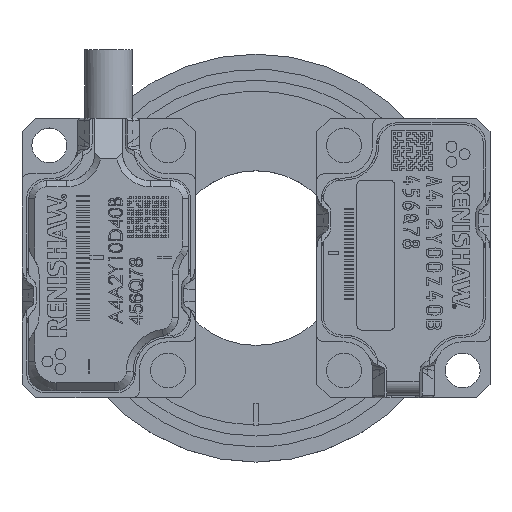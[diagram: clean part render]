
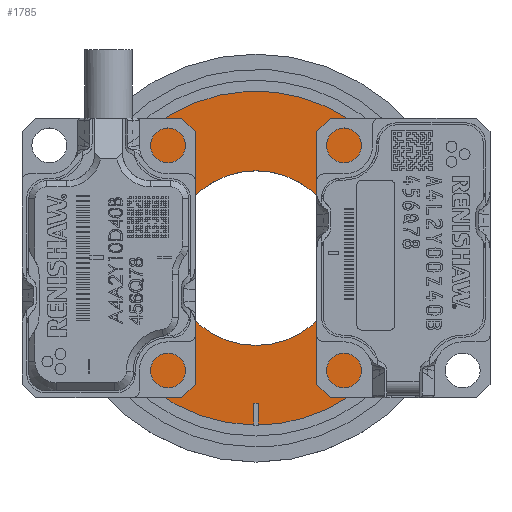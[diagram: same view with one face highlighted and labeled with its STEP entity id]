
A CAD part, top view. The second image highlights one B-rep face of the part: STEP entity #1785.
In plain terms, the highlighted planar face has unit normal (0, 0, 1).
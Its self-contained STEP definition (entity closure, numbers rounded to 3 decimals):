
#410=FACE_BOUND('',#6945,.T.);
#411=FACE_BOUND('',#6946,.T.);
#1188=CIRCLE('',#35785,6.4);
#1785=ADVANCED_FACE('',(#410,#411),#3627,.T.);
#3627=PLANE('',#35788);
#6945=EDGE_LOOP('',(#11184,#11185,#11186,#11187));
#6946=EDGE_LOOP('',(#11188));
#8959=B_SPLINE_CURVE_WITH_KNOTS('',3,(#46541,#46542,#46543,#46544),
 .UNSPECIFIED.,.F.,.F.,(4,4),(0.,1.),.UNSPECIFIED.);
#8960=B_SPLINE_CURVE_WITH_KNOTS('',3,(#46546,#46547,#46548,#46549),
 .UNSPECIFIED.,.F.,.F.,(4,4),(0.,1.),.UNSPECIFIED.);
#8961=B_SPLINE_CURVE_WITH_KNOTS('',3,(#46551,#46552,#46553,#46554),
 .UNSPECIFIED.,.F.,.F.,(4,4),(0.,1.),.UNSPECIFIED.);
#8963=B_SPLINE_CURVE_WITH_KNOTS('',3,(#46582,#46583,#46584,#46585,#46586,
#46587,#46588,#46589,#46590,#46591,#46592,#46593,#46594,#46595,#46596,#46597,
#46598,#46599),.UNSPECIFIED.,.F.,.F.,(4,2,2,2,2,2,2,2,4),(0.,0.125,0.25,
0.375,0.5,0.625,0.75,0.875,1.),.UNSPECIFIED.);
#11184=ORIENTED_EDGE('',*,*,#24566,.F.);
#11185=ORIENTED_EDGE('',*,*,#24570,.F.);
#11186=ORIENTED_EDGE('',*,*,#24568,.F.);
#11187=ORIENTED_EDGE('',*,*,#24567,.F.);
#11188=ORIENTED_EDGE('',*,*,#24574,.F.);
#21026=VERTEX_POINT('',#46539);
#21027=VERTEX_POINT('',#46540);
#21028=VERTEX_POINT('',#46545);
#21029=VERTEX_POINT('',#46550);
#21034=VERTEX_POINT('',#46635);
#24566=EDGE_CURVE('',#21026,#21028,#8959,.T.);
#24567=EDGE_CURVE('',#21028,#21029,#8960,.T.);
#24568=EDGE_CURVE('',#21029,#21027,#8961,.T.);
#24570=EDGE_CURVE('',#21027,#21026,#8963,.T.);
#24574=EDGE_CURVE('',#21034,#21034,#1188,.T.);
#35785=AXIS2_PLACEMENT_3D('',#46634,#38580,#38581);
#35788=AXIS2_PLACEMENT_3D('',#46638,#38586,#38587);
#38580=DIRECTION('',(0.,0.,1.));
#38581=DIRECTION('',(0.,-1.,0.));
#38586=DIRECTION('',(0.,0.,1.));
#38587=DIRECTION('',(1.,0.,0.));
#46539=CARTESIAN_POINT('',(17.325,-1.987,47.5));
#46540=CARTESIAN_POINT('',(16.975,-1.987,47.5));
#46541=CARTESIAN_POINT('',(17.325,-1.987,47.5));
#46542=CARTESIAN_POINT('',(17.325,-1.454,47.5));
#46543=CARTESIAN_POINT('',(17.325,-0.921,47.5));
#46544=CARTESIAN_POINT('',(17.325,-0.388,47.5));
#46545=CARTESIAN_POINT('',(17.325,-0.388,47.5));
#46546=CARTESIAN_POINT('',(17.325,-0.388,47.5));
#46547=CARTESIAN_POINT('',(17.208,-0.388,47.5));
#46548=CARTESIAN_POINT('',(17.092,-0.388,47.5));
#46549=CARTESIAN_POINT('',(16.975,-0.388,47.5));
#46550=CARTESIAN_POINT('',(16.975,-0.388,47.5));
#46551=CARTESIAN_POINT('',(16.975,-0.388,47.5));
#46552=CARTESIAN_POINT('',(16.975,-0.921,47.5));
#46553=CARTESIAN_POINT('',(16.975,-1.454,47.5));
#46554=CARTESIAN_POINT('',(16.975,-1.987,47.5));
#46582=CARTESIAN_POINT('',(16.975,-1.987,47.5));
#46583=CARTESIAN_POINT('',(13.752,-1.942,47.5));
#46584=CARTESIAN_POINT('',(10.66,-0.613,47.5));
#46585=CARTESIAN_POINT('',(6.148,3.993,47.5));
#46586=CARTESIAN_POINT('',(4.89,7.112,47.5));
#46587=CARTESIAN_POINT('',(4.934,13.563,47.5));
#46588=CARTESIAN_POINT('',(6.237,16.66,47.5));
#46589=CARTESIAN_POINT('',(10.818,21.209,47.5));
#46590=CARTESIAN_POINT('',(13.918,22.488,47.5));
#46591=CARTESIAN_POINT('',(20.382,22.488,47.5));
#46592=CARTESIAN_POINT('',(23.481,21.21,47.5));
#46593=CARTESIAN_POINT('',(28.064,16.659,47.5));
#46594=CARTESIAN_POINT('',(29.365,13.565,47.5));
#46595=CARTESIAN_POINT('',(29.41,7.11,47.5));
#46596=CARTESIAN_POINT('',(28.153,3.994,47.5));
#46597=CARTESIAN_POINT('',(23.639,-0.615,47.5));
#46598=CARTESIAN_POINT('',(20.547,-1.943,47.5));
#46599=CARTESIAN_POINT('',(17.325,-1.987,47.5));
#46634=CARTESIAN_POINT('',(17.15,10.25,47.5));
#46635=CARTESIAN_POINT('',(17.15,3.85,47.5));
#46638=CARTESIAN_POINT('',(17.15,10.25,47.5));
